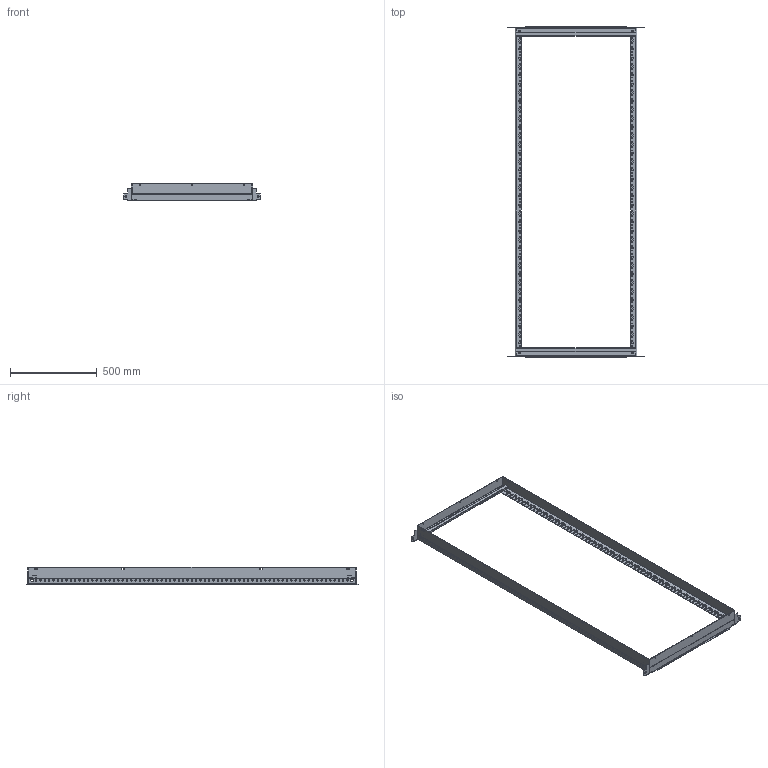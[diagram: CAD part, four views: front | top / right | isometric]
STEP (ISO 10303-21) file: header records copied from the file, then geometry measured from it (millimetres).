
FILE_DESCRIPTION (( 'STEP AP203' ), '1' );
FILE_NAME ('EUSM080200.STEP', '2015-04-22T13:15:13', ( 'Admin' ), ( '' ), 'SwSTEP 2.0', 'SolidWorks 2014', '' );
FILE_SCHEMA (( 'CONFIG_CONTROL_DESIGN' ));
Length unit declared in the file: millimetre
Products named in the file (1): EUSM080200
Bounding box: 790 x 1919 x 100.5 mm (x, y, z)
Volume: 1597098.3 mm3; surface area: 1653444.4 mm2
Topology: 1 solids, 1 shells, 1851 faces, 5523 edges, 3666 vertices
Faces by surface type: cylinder 1123, plane 722, sphere 6
Entity records: 65246 total; most frequent: DIRECTION 11437, CARTESIAN_POINT 11093, ORIENTED_EDGE 11034, EDGE_CURVE 5517, AXIS2_PLACEMENT_3D 4082, VERTEX_POINT 3666, LINE 3273, VECTOR 3273
